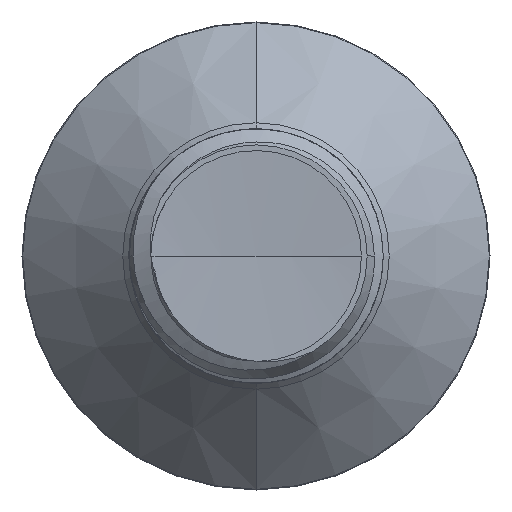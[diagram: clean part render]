
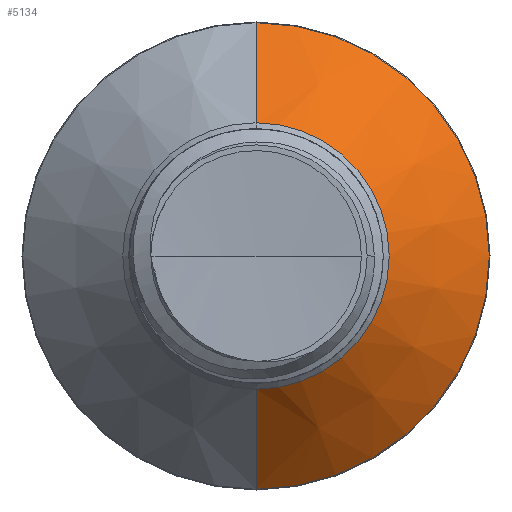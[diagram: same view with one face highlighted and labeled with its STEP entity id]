
A CAD part, front view. The second image highlights one B-rep face of the part: STEP entity #5134.
In plain terms, the highlighted conical face has half-angle 45 degrees and reference radius 2.619 mm.
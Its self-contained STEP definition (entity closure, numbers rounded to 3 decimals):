
#254 = EDGE_CURVE ( 'NONE', #26463, #5838, #14049, .T. ) ;
#1702 = CARTESIAN_POINT ( 'NONE',  ( 0., 7.131, 0. ) ) ;
#2151 = VECTOR ( 'NONE', #17688, 1000. ) ;
#2881 = ORIENTED_EDGE ( 'NONE', *, *, #11169, .F. ) ;
#3410 = VERTEX_POINT ( 'NONE', #4328 ) ;
#4328 = CARTESIAN_POINT ( 'NONE',  ( 0., 9.098, -4.586 ) ) ;
#5134 = ADVANCED_FACE ( 'NONE', ( #19466 ), #6987, .T. ) ;
#5256 = CARTESIAN_POINT ( 'NONE',  ( 0., 7.131, -2.619 ) ) ;
#5682 = EDGE_CURVE ( 'NONE', #5838, #3410, #11557, .T. ) ;
#5838 = VERTEX_POINT ( 'NONE', #5256 ) ;
#6987 = CONICAL_SURFACE ( 'NONE', #23578, 2.619, 0.785 ) ;
#7963 = CARTESIAN_POINT ( 'NONE',  ( 0., 7.131, 2.619 ) ) ;
#8882 = ORIENTED_EDGE ( 'NONE', *, *, #15054, .F. ) ;
#10663 = AXIS2_PLACEMENT_3D ( 'NONE', #11012, #26139, #13236 ) ;
#11012 = CARTESIAN_POINT ( 'NONE',  ( 0., 9.098, 0. ) ) ;
#11061 = DIRECTION ( 'NONE',  ( 0., 1., 0. ) ) ;
#11120 = CARTESIAN_POINT ( 'NONE',  ( 0., 7.131, 0. ) ) ;
#11169 = EDGE_CURVE ( 'NONE', #14760, #3410, #16263, .T. ) ;
#11269 = DIRECTION ( 'NONE',  ( 0., 0., 1. ) ) ;
#11557 = LINE ( 'NONE', #11685, #28011 ) ;
#11685 = CARTESIAN_POINT ( 'NONE',  ( 0., 7.131, -2.619 ) ) ;
#13236 = DIRECTION ( 'NONE',  ( 0., 0., 1. ) ) ;
#14049 = CIRCLE ( 'NONE', #19660, 2.619 ) ;
#14760 = VERTEX_POINT ( 'NONE', #16654 ) ;
#15054 = EDGE_CURVE ( 'NONE', #26463, #14760, #19904, .T. ) ;
#15482 = CARTESIAN_POINT ( 'NONE',  ( 0., 7.131, 2.619 ) ) ;
#16263 = CIRCLE ( 'NONE', #10663, 4.586 ) ;
#16654 = CARTESIAN_POINT ( 'NONE',  ( 0., 9.098, 4.586 ) ) ;
#17398 = DIRECTION ( 'NONE',  ( 0., 1., 0. ) ) ;
#17688 = DIRECTION ( 'NONE',  ( 0., 0.707, 0.707 ) ) ;
#18594 = EDGE_LOOP ( 'NONE', ( #19921, #25587, #2881, #8882 ) ) ;
#19466 = FACE_OUTER_BOUND ( 'NONE', #18594, .T. ) ;
#19660 = AXIS2_PLACEMENT_3D ( 'NONE', #11120, #11061, #11269 ) ;
#19904 = LINE ( 'NONE', #15482, #2151 ) ;
#19921 = ORIENTED_EDGE ( 'NONE', *, *, #254, .T. ) ;
#22688 = DIRECTION ( 'NONE',  ( 0., 0.707, -0.707 ) ) ;
#23578 = AXIS2_PLACEMENT_3D ( 'NONE', #1702, #17398, #28056 ) ;
#25587 = ORIENTED_EDGE ( 'NONE', *, *, #5682, .T. ) ;
#26139 = DIRECTION ( 'NONE',  ( 0., 1., 0. ) ) ;
#26463 = VERTEX_POINT ( 'NONE', #7963 ) ;
#28011 = VECTOR ( 'NONE', #22688, 1000. ) ;
#28056 = DIRECTION ( 'NONE',  ( 0., 0., 1. ) ) ;
